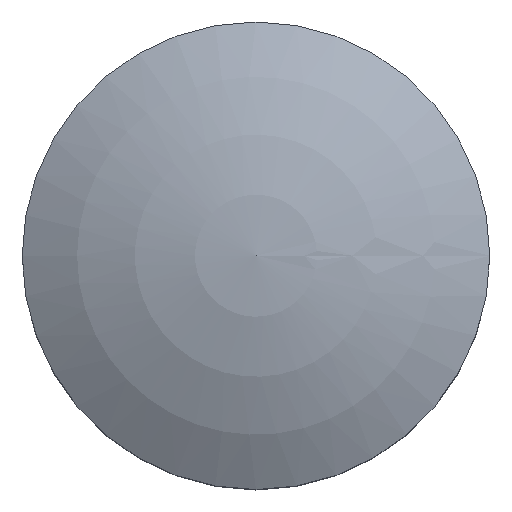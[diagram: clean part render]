
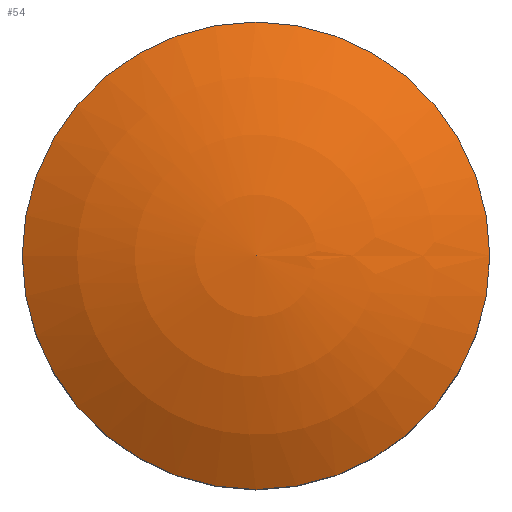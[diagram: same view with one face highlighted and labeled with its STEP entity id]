
A CAD part, top view. The second image highlights one B-rep face of the part: STEP entity #54.
In plain terms, the highlighted spherical face has radius 30 mm.
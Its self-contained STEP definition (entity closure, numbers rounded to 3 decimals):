
#54 = ADVANCED_FACE( '', ( #116 ), #117, .T. );
#116 = FACE_OUTER_BOUND( '', #185, .T. );
#117 = SPHERICAL_SURFACE( '', #186, 30. );
#185 = EDGE_LOOP( '', ( #262 ) );
#186 = AXIS2_PLACEMENT_3D( '', #263, #264, #265 );
#262 = ORIENTED_EDGE( '', *, *, #331, .T. );
#263 = CARTESIAN_POINT( '', ( 0., 0., -10. ) );
#264 = DIRECTION( '', ( 0., 0., 1. ) );
#265 = DIRECTION( '', ( 1., 0., 0. ) );
#331 = EDGE_CURVE( '', #371, #371, #372, .T. );
#371 = VERTEX_POINT( '', #417 );
#372 = CIRCLE( '', #418, 15. );
#417 = CARTESIAN_POINT( '', ( 15., 0., 15.981 ) );
#418 = AXIS2_PLACEMENT_3D( '', #464, #465, #466 );
#464 = CARTESIAN_POINT( '', ( 0., 0., 15.981 ) );
#465 = DIRECTION( '', ( 0., 0., 1. ) );
#466 = DIRECTION( '', ( 1., 0., 0. ) );
